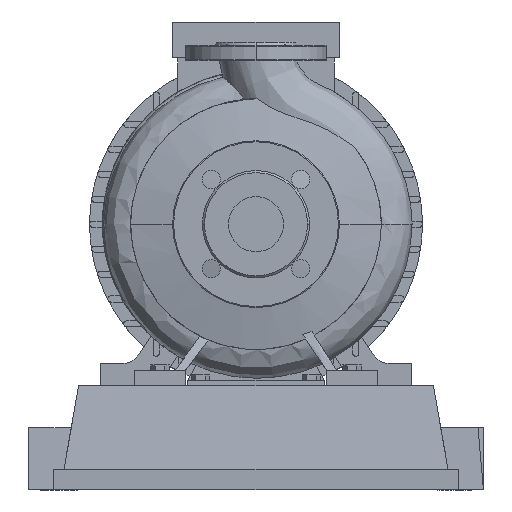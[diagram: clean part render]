
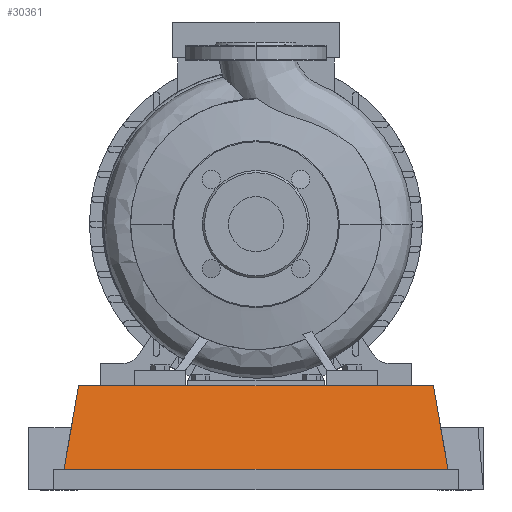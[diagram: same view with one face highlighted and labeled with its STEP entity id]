
A CAD part, left-side view. The second image highlights one B-rep face of the part: STEP entity #30361.
In plain terms, the highlighted planar face has unit normal (-0.985, 0, 0.174).
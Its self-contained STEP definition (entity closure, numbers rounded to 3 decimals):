
#28246=CARTESIAN_POINT('',(-65.,-190.,20.6));
#28247=VERTEX_POINT('',#28246);
#28254=CARTESIAN_POINT('',(-65.,190.0,20.6));
#28255=VERTEX_POINT('',#28254);
#28256=CARTESIAN_POINT('',(-65.,-190.,20.6));
#28257=DIRECTION('',(0.0,1.0,0.0));
#28258=VECTOR('',#28257,380.0);
#28259=LINE('',#28256,#28258);
#28260=EDGE_CURVE('',#28247,#28255,#28259,.T.);
#30095=CARTESIAN_POINT('',(-50.471,-175.471,103.0));
#30096=VERTEX_POINT('',#30095);
#30103=CARTESIAN_POINT('',(-65.,-190.,20.6));
#30104=DIRECTION('',(0.171,0.171,0.97));
#30105=VECTOR('',#30104,84.923);
#30106=LINE('',#30103,#30105);
#30107=EDGE_CURVE('',#28247,#30096,#30106,.T.);
#30338=CARTESIAN_POINT('',(-65.,-190.,20.6));
#30339=DIRECTION('',(-0.985,0.,0.174));
#30340=DIRECTION('',(0.0,-1.0,0.0));
#30341=AXIS2_PLACEMENT_3D('',#30338,#30339,#30340);
#30342=PLANE('',#30341);
#30343=CARTESIAN_POINT('',(-50.471,175.471,103.0));
#30344=VERTEX_POINT('',#30343);
#30345=CARTESIAN_POINT('',(-50.471,-175.471,103.0));
#30346=DIRECTION('',(0.0,1.0,0.0));
#30347=VECTOR('',#30346,350.941);
#30348=LINE('',#30345,#30347);
#30349=EDGE_CURVE('',#30096,#30344,#30348,.T.);
#30350=ORIENTED_EDGE('',*,*,#30349,.T.);
#30351=CARTESIAN_POINT('',(-65.,190.0,20.6));
#30352=DIRECTION('',(0.171,-0.171,0.97));
#30353=VECTOR('',#30352,84.923);
#30354=LINE('',#30351,#30353);
#30355=EDGE_CURVE('',#28255,#30344,#30354,.T.);
#30356=ORIENTED_EDGE('',*,*,#30355,.F.);
#30357=ORIENTED_EDGE('',*,*,#28260,.F.);
#30358=ORIENTED_EDGE('',*,*,#30107,.T.);
#30359=EDGE_LOOP('',(#30350,#30356,#30357,#30358));
#30360=FACE_OUTER_BOUND('',#30359,.T.);
#30361=ADVANCED_FACE('',(#30360),#30342,.T.);
